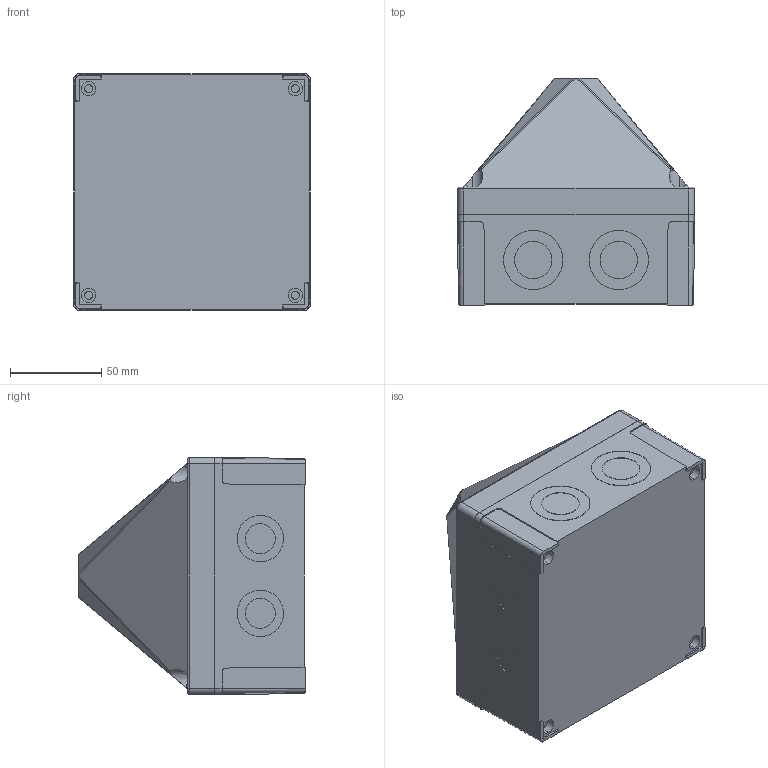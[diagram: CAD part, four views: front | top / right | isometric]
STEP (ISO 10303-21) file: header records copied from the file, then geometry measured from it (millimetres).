
FILE_DESCRIPTION (( 'STEP AP214' ), '1' );
FILE_NAME ('700 Enclosure.STEP', '2025-03-20T15:41:43', ( '' ), ( '' ), 'SwSTEP 2.0', 'SolidWorks 2025', '' );
FILE_SCHEMA (( 'AUTOMOTIVE_DESIGN' ));
Length unit declared in the file: millimetre
Products named in the file (6): 6016307_FIBOX_MNX_PCM_125_60_G.step.STEP; 700 Enclosure; FIBOX_MNXPCM125B.step.STEP; Lens.STEP; FIBOX_MNXSS14550L.step.STEP; 700 Enclosure.STEP
Assembly tree (8 placements, depth 4):
  700 Enclosure
    700 Enclosure.STEP
      6016307_FIBOX_MNX_PCM_125_60_G.step.STEP
        FIBOX_MNXPCM125B.step.STEP
        FIBOX_MNXSS14550L.step.STEP  x4
      Lens.STEP
Bounding box: 130.1 x 125 x 130.1 mm (x, y, z)
Volume: 264226.5 mm3; surface area: 157083.2 mm2
Topology: 6 solids, 6 shells, 537 faces, 1338 edges, 884 vertices
Faces by surface type: plane 298, cylinder 206, cone 20, bspline 9, torus 4
Entity records: 14207 total; most frequent: CARTESIAN_POINT 3068, DIRECTION 2325, ORIENTED_EDGE 2268, EDGE_CURVE 1134, AXIS2_PLACEMENT_3D 851, VERTEX_POINT 752, VECTOR 623, LINE 623
